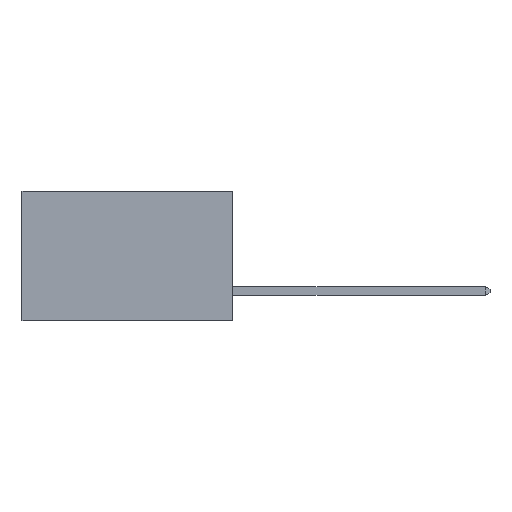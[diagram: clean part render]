
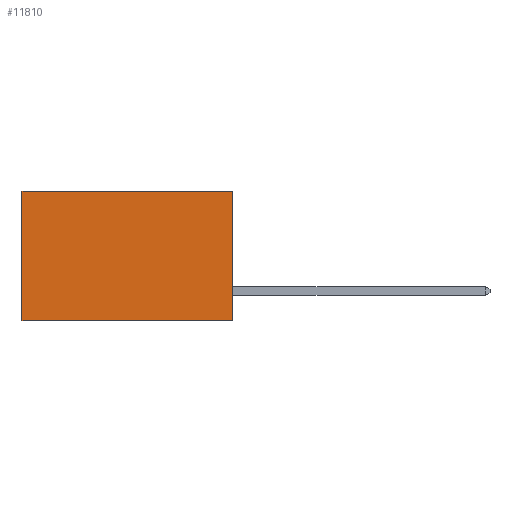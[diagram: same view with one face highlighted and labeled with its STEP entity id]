
A CAD part, left-side view. The second image highlights one B-rep face of the part: STEP entity #11810.
In plain terms, the highlighted planar face has unit normal (-1, 0, 0).
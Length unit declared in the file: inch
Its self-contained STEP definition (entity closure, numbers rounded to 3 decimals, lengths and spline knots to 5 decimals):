
#128 = EDGE_LOOP ( 'NONE', ( #1798, #5206, #10812, #11130 ) ) ;
#224 = EDGE_CURVE ( 'NONE', #8156, #5774, #6100, .T. ) ;
#1207 = EDGE_CURVE ( 'NONE', #11245, #6475, #3039, .T. ) ;
#1481 = EDGE_CURVE ( 'NONE', #11245, #8156, #13923, .T. ) ;
#1798 = ORIENTED_EDGE ( 'NONE', *, *, #224, .T. ) ;
#2217 = CARTESIAN_POINT ( 'NONE',  ( 0.2875, 0., -0.37 ) ) ;
#2628 = DIRECTION ( 'NONE',  ( 1., 0., 0. ) ) ;
#2883 = VECTOR ( 'NONE', #8344, 39.37008 ) ;
#3039 = LINE ( 'NONE', #4150, #11201 ) ;
#4150 = CARTESIAN_POINT ( 'NONE',  ( 0.2875, 0., 0. ) ) ;
#4897 = VECTOR ( 'NONE', #11003, 39.37008 ) ;
#5180 = CARTESIAN_POINT ( 'NONE',  ( 0.2875, 0.6, 0. ) ) ;
#5206 = ORIENTED_EDGE ( 'NONE', *, *, #13922, .F. ) ;
#5774 = VERTEX_POINT ( 'NONE', #10869 ) ;
#5888 = CARTESIAN_POINT ( 'NONE',  ( 0.2875, 0., 0. ) ) ;
#6100 = LINE ( 'NONE', #8730, #2883 ) ;
#6475 = VERTEX_POINT ( 'NONE', #2217 ) ;
#8156 = VERTEX_POINT ( 'NONE', #5180 ) ;
#8344 = DIRECTION ( 'NONE',  ( 0., 0., -1. ) ) ;
#8730 = CARTESIAN_POINT ( 'NONE',  ( 0.2875, 0.6, 0. ) ) ;
#9108 = PLANE ( 'NONE',  #11732 ) ;
#9376 = CARTESIAN_POINT ( 'NONE',  ( 0.2875, 0., 0. ) ) ;
#9936 = CARTESIAN_POINT ( 'NONE',  ( 0.2875, 0., -0.37 ) ) ;
#10145 = DIRECTION ( 'NONE',  ( 0., 0., -1. ) ) ;
#10812 = ORIENTED_EDGE ( 'NONE', *, *, #1207, .F. ) ;
#10869 = CARTESIAN_POINT ( 'NONE',  ( 0.2875, 0.6, -0.37 ) ) ;
#11003 = DIRECTION ( 'NONE',  ( 0., 1., 0. ) ) ;
#11130 = ORIENTED_EDGE ( 'NONE', *, *, #1481, .T. ) ;
#11201 = VECTOR ( 'NONE', #12558, 39.37008 ) ;
#11245 = VERTEX_POINT ( 'NONE', #9376 ) ;
#11348 = FACE_OUTER_BOUND ( 'NONE', #128, .T. ) ;
#11423 = DIRECTION ( 'NONE',  ( 0., 1., 0. ) ) ;
#11581 = CARTESIAN_POINT ( 'NONE',  ( 0.2875, 0., 0. ) ) ;
#11732 = AXIS2_PLACEMENT_3D ( 'NONE', #5888, #2628, #10145 ) ;
#11810 = ADVANCED_FACE ( 'NONE', ( #11348 ), #9108, .F. ) ;
#12558 = DIRECTION ( 'NONE',  ( 0., 0., -1. ) ) ;
#13251 = LINE ( 'NONE', #9936, #4897 ) ;
#13614 = VECTOR ( 'NONE', #11423, 39.37008 ) ;
#13922 = EDGE_CURVE ( 'NONE', #6475, #5774, #13251, .T. ) ;
#13923 = LINE ( 'NONE', #11581, #13614 ) ;
